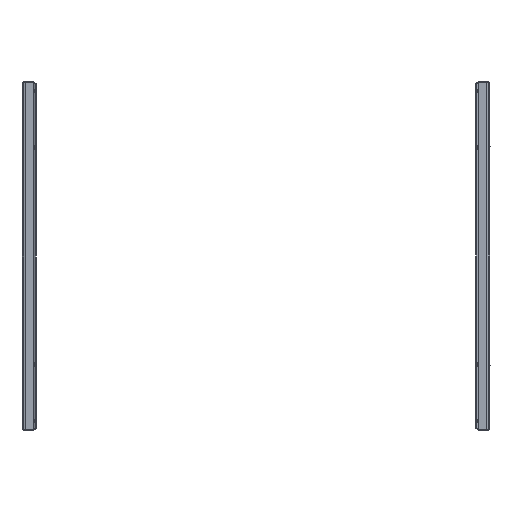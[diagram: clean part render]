
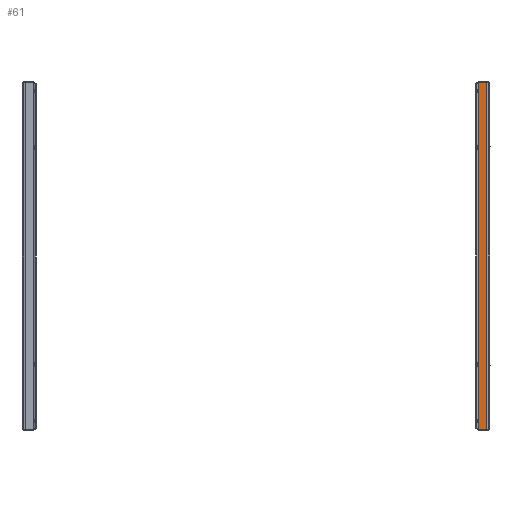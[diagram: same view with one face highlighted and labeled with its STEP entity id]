
A CAD part, front view. The second image highlights one B-rep face of the part: STEP entity #61.
In plain terms, the highlighted planar face has unit normal (0, -1, 0).
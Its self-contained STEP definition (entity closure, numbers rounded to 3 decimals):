
#61 = ADVANCED_FACE ( 'NONE', ( #10286 ), #11448, .F. ) ;
#185 = VECTOR ( 'NONE', #9282, 1000. ) ;
#497 = CARTESIAN_POINT ( 'NONE',  ( -13.6, -798.5, -226.246 ) ) ;
#563 = VERTEX_POINT ( 'NONE', #10160 ) ;
#956 = VECTOR ( 'NONE', #10875, 1000. ) ;
#980 = ORIENTED_EDGE ( 'NONE', *, *, #7001, .T. ) ;
#1614 = LINE ( 'NONE', #6536, #185 ) ;
#1660 = VERTEX_POINT ( 'NONE', #497 ) ;
#2334 = EDGE_LOOP ( 'NONE', ( #9685, #8849, #980, #10168 ) ) ;
#2719 = CARTESIAN_POINT ( 'NONE',  ( -2., -798.5, -228. ) ) ;
#3442 = DIRECTION ( 'NONE',  ( 0., 1., 0. ) ) ;
#4188 = DIRECTION ( 'NONE',  ( 0., 0., 1. ) ) ;
#4434 = DIRECTION ( 'NONE',  ( 0., 0., -1. ) ) ;
#4705 = CARTESIAN_POINT ( 'NONE',  ( 0., -798.5, 226.246 ) ) ;
#4715 = EDGE_CURVE ( 'NONE', #563, #9762, #6336, .T. ) ;
#4958 = VECTOR ( 'NONE', #4434, 1000. ) ;
#5291 = VECTOR ( 'NONE', #9736, 1000. ) ;
#6066 = CARTESIAN_POINT ( 'NONE',  ( -2., -798.5, -226.246 ) ) ;
#6336 = LINE ( 'NONE', #2719, #4958 ) ;
#6536 = CARTESIAN_POINT ( 'NONE',  ( -13.6, -798.5, 228. ) ) ;
#6763 = CARTESIAN_POINT ( 'NONE',  ( -13.6, -798.5, 226.246 ) ) ;
#7001 = EDGE_CURVE ( 'NONE', #563, #9629, #7711, .T. ) ;
#7011 = CARTESIAN_POINT ( 'NONE',  ( 0., -798.5, 228. ) ) ;
#7014 = CARTESIAN_POINT ( 'NONE',  ( 0., -798.5, -226.246 ) ) ;
#7082 = LINE ( 'NONE', #7014, #5291 ) ;
#7711 = LINE ( 'NONE', #4705, #956 ) ;
#8849 = ORIENTED_EDGE ( 'NONE', *, *, #4715, .F. ) ;
#9282 = DIRECTION ( 'NONE',  ( 0., 0., -1. ) ) ;
#9629 = VERTEX_POINT ( 'NONE', #6763 ) ;
#9685 = ORIENTED_EDGE ( 'NONE', *, *, #10445, .F. ) ;
#9736 = DIRECTION ( 'NONE',  ( -1., 0., 0. ) ) ;
#9762 = VERTEX_POINT ( 'NONE', #6066 ) ;
#10160 = CARTESIAN_POINT ( 'NONE',  ( -2., -798.5, 226.246 ) ) ;
#10168 = ORIENTED_EDGE ( 'NONE', *, *, #10464, .T. ) ;
#10224 = AXIS2_PLACEMENT_3D ( 'NONE', #7011, #3442, #4188 ) ;
#10286 = FACE_OUTER_BOUND ( 'NONE', #2334, .T. ) ;
#10445 = EDGE_CURVE ( 'NONE', #9762, #1660, #7082, .T. ) ;
#10464 = EDGE_CURVE ( 'NONE', #9629, #1660, #1614, .T. ) ;
#10875 = DIRECTION ( 'NONE',  ( -1., 0., 0. ) ) ;
#11448 = PLANE ( 'NONE',  #10224 ) ;
